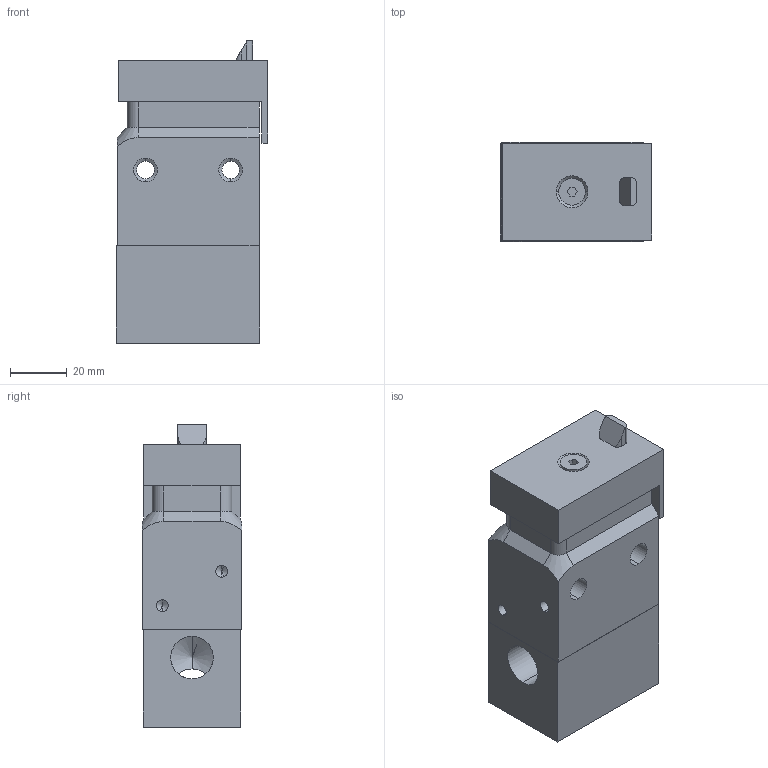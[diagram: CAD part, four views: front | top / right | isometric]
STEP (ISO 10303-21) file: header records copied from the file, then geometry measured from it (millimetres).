
FILE_DESCRIPTION (( 'STEP AP203' ), '1' );
FILE_NAME ('D0-70-07-EW-H-I.STEP', '2015-05-21T07:56:06', ( 'test' ), ( '' ), 'SwSTEP 2.0', 'SolidWorks 2015', '' );
FILE_SCHEMA (( 'CONFIG_CONTROL_DESIGN' ));
Length unit declared in the file: millimetre
Products named in the file (1): D0-70-07-EW-H-I
Bounding box: 53.25 x 35 x 106.5 mm (x, y, z)
Volume: 157275 mm3; surface area: 27692 mm2
Topology: 1 solids, 6 shells, 150 faces, 358 edges, 214 vertices
Faces by surface type: plane 66, cylinder 52, cone 28, torus 4
Entity records: 4363 total; most frequent: CARTESIAN_POINT 833, DIRECTION 740, ORIENTED_EDGE 684, EDGE_CURVE 342, AXIS2_PLACEMENT_3D 265, VERTEX_POINT 214, LINE 210, VECTOR 210
